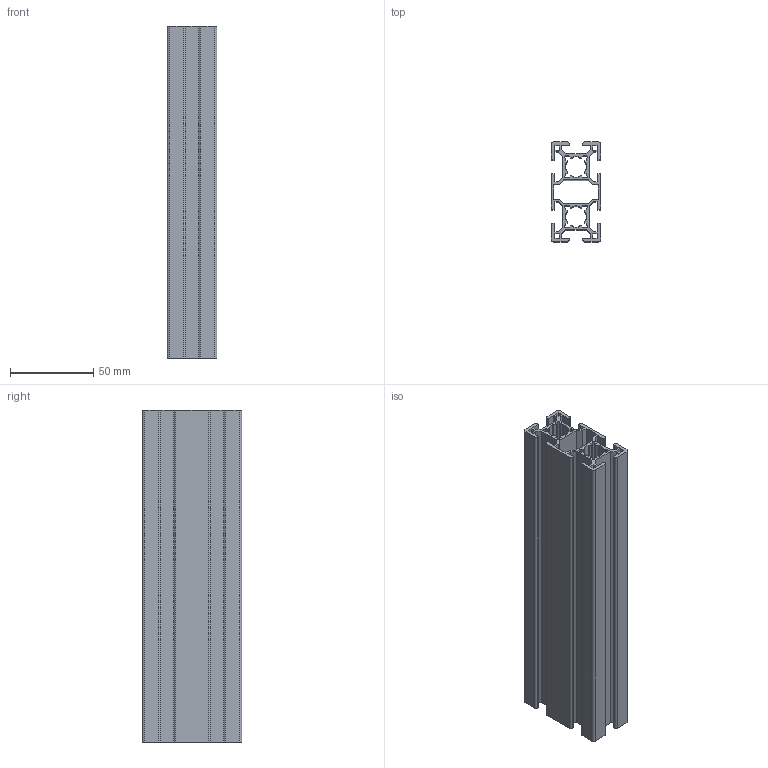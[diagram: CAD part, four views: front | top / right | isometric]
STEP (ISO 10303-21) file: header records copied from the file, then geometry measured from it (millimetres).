
FILE_DESCRIPTION (( 'STEP AP203' ), '1' );
FILE_NAME ('perfil 30x60 básico.STEP', '2015-12-11T17:08:49', ( '' ), ( '' ), 'SwSTEP 2.0', 'SolidWorks 2014', '' );
FILE_SCHEMA (( 'CONFIG_CONTROL_DESIGN' ));
Length unit declared in the file: millimetre
Products named in the file (1): perfil 30x60 básico
Bounding box: 30 x 60 x 200 mm (x, y, z)
Volume: 102968.9 mm3; surface area: 121498.2 mm2
Topology: 1 solids, 1 shells, 340 faces, 1014 edges, 676 vertices
Faces by surface type: cylinder 198, plane 142
Entity records: 11679 total; most frequent: DIRECTION 2092, CARTESIAN_POINT 2031, ORIENTED_EDGE 2028, EDGE_CURVE 1014, AXIS2_PLACEMENT_3D 737, VERTEX_POINT 676, VECTOR 618, LINE 618
